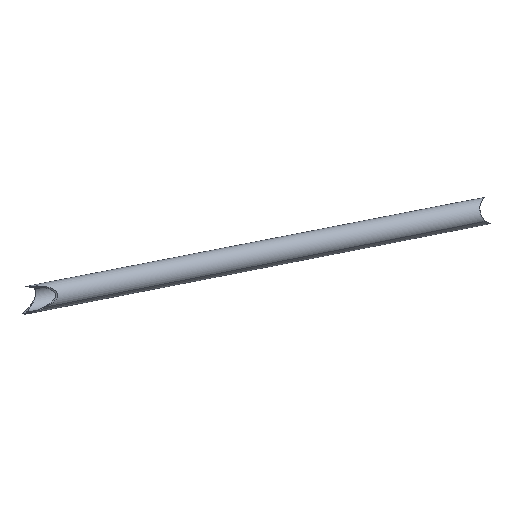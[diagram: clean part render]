
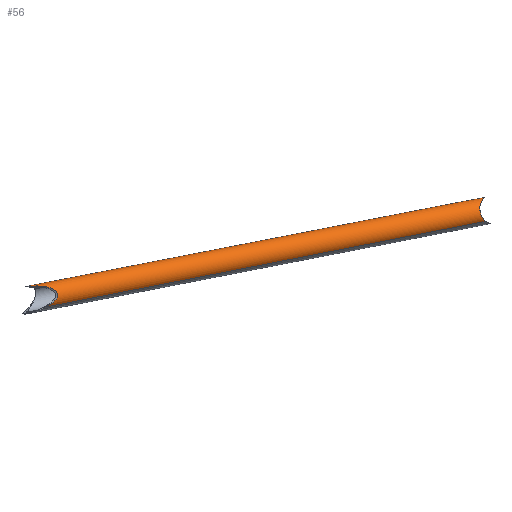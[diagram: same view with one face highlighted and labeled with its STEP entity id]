
A CAD part, top view. The second image highlights one B-rep face of the part: STEP entity #56.
In plain terms, the highlighted cylindrical face has radius 12.5 mm (diameter 25 mm), a partial arc.
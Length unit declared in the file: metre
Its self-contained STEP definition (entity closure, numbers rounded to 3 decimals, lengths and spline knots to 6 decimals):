
#56=ADVANCED_FACE('0:42',(#109),#110,.T.);
#109=FACE_OUTER_BOUND('',#156,.T.);
#110=CYLINDRICAL_SURFACE('',#157,0.0125);
#156=EDGE_LOOP('',(#267,#268,#269,#270,#271,#272,#273,#274));
#157=AXIS2_PLACEMENT_3D('',#275,#276,#277);
#267=ORIENTED_EDGE('',*,*,#309,.T.);
#268=ORIENTED_EDGE('',*,*,#342,.F.);
#269=ORIENTED_EDGE('',*,*,#340,.F.);
#270=ORIENTED_EDGE('',*,*,#334,.T.);
#271=ORIENTED_EDGE('',*,*,#320,.T.);
#272=ORIENTED_EDGE('',*,*,#351,.F.);
#273=ORIENTED_EDGE('',*,*,#357,.T.);
#274=ORIENTED_EDGE('',*,*,#358,.F.);
#275=CARTESIAN_POINT('',(-0.093922,-0.198353,0.040911));
#276=DIRECTION('',(-0.902,-0.176,0.393));
#277=DIRECTION('',(0.393,-0.71,0.584));
#309=EDGE_CURVE('',#366,#367,#368,.T.);
#320=EDGE_CURVE('',#389,#387,#390,.T.);
#334=EDGE_CURVE('0:69',#414,#389,#415,.T.);
#340=EDGE_CURVE('0:57',#414,#421,#423,.T.);
#342=EDGE_CURVE('',#421,#367,#425,.T.);
#351=EDGE_CURVE('0:90',#434,#387,#436,.T.);
#357=EDGE_CURVE('0:105',#434,#443,#444,.T.);
#358=EDGE_CURVE('',#366,#443,#445,.T.);
#366=VERTEX_POINT('',#453);
#367=VERTEX_POINT('',#454);
#368=LINE('',#455,#456);
#387=VERTEX_POINT('',#522);
#389=VERTEX_POINT('',#524);
#390=LINE('',#525,#526);
#414=VERTEX_POINT('',#722);
#415=ELLIPSE('',#723,0.056595,0.0125);
#421=VERTEX_POINT('',#778);
#423=B_SPLINE_CURVE_WITH_KNOTS('',3,(#781,#782,#783,#784,#785,#786,#787,#788,#789,#790,#791,#792,#793,#794,#795,#796,#797,#798,#799,#800,#801,#802,#803,#804,#805,#806,#807,#808,#809,#810,#811),.UNSPECIFIED.,.F.,.F.,(4,1,2,2,2,2,2,2,2,2,2,2,2,2,2,4),(0.0,3.7411,7.482199,14.964399,19.737055,24.509711,27.554734,32.122269,36.689804,42.77985,48.869897,54.959944,59.527479,64.095014,68.662549,73.230084),.UNSPECIFIED.);
#425=B_SPLINE_CURVE_WITH_KNOTS('',3,(#813,#814,#815,#816,#817,#818,#819,#820,#821,#822,#823,#824,#825,#826,#827,#828,#829,#830,#831,#832,#833,#834,#835,#836,#837,#838,#839,#840,#841,#842,#843),.UNSPECIFIED.,.F.,.F.,(4,1,2,2,2,2,2,2,2,2,2,2,2,2,2,4),(0.0,3.7411,7.482199,14.964399,19.737055,24.509711,27.554734,32.122269,36.689804,42.77985,48.869897,54.959944,59.527479,64.095014,68.662549,73.230084),.UNSPECIFIED.);
#434=VERTEX_POINT('',#884);
#436=ELLIPSE('',#886,0.023432,0.0125);
#443=VERTEX_POINT('',#990);
#444=ELLIPSE('',#991,0.03323,0.012499);
#445=ELLIPSE('',#992,0.033232,0.0125);
#453=CARTESIAN_POINT('',(-0.412446,-0.270434,0.189093));
#454=CARTESIAN_POINT('',(-0.009412,-0.19168,0.013536));
#455=CARTESIAN_POINT('',(-0.089009,-0.207233,0.048208));
#456=VECTOR('',#1001,1.0);
#522=CARTESIAN_POINT('',(-0.423595,-0.252931,0.175075));
#524=CARTESIAN_POINT('',(-0.050362,-0.18,0.0125));
#525=CARTESIAN_POINT('',(-0.098836,-0.189472,0.033615));
#526=VECTOR('',#1012,1.0);
#722=CARTESIAN_POINT('',(-0.011044,-0.169849,0.007295));
#723=AXIS2_PLACEMENT_3D('',#1022,#1023,#1024);
#778=CARTESIAN_POINT('',(-0.015,-0.18,0.019523));
#781=CARTESIAN_POINT('',(-0.011044,-0.169849,0.007295));
#782=CARTESIAN_POINT('',(-0.011246,-0.17007,0.008123));
#783=CARTESIAN_POINT('',(-0.011727,-0.170619,0.009725));
#784=CARTESIAN_POINT('',(-0.01226,-0.171344,0.011226));
#785=CARTESIAN_POINT('',(-0.013056,-0.172552,0.013399));
#786=CARTESIAN_POINT('',(-0.013582,-0.173519,0.01475));
#787=CARTESIAN_POINT('',(-0.014291,-0.175377,0.016708));
#788=CARTESIAN_POINT('',(-0.014534,-0.176179,0.017417));
#789=CARTESIAN_POINT('',(-0.014889,-0.177963,0.018649));
#790=CARTESIAN_POINT('',(-0.015,-0.178946,0.01917));
#791=CARTESIAN_POINT('',(-0.015,-0.180673,0.019748));
#792=CARTESIAN_POINT('',(-0.014954,-0.181373,0.019903));
#793=CARTESIAN_POINT('',(-0.014707,-0.183139,0.020069));
#794=CARTESIAN_POINT('',(-0.014436,-0.184207,0.019964));
#795=CARTESIAN_POINT('',(-0.01371,-0.186175,0.019381));
#796=CARTESIAN_POINT('',(-0.013261,-0.187072,0.018911));
#797=CARTESIAN_POINT('',(-0.012126,-0.188916,0.017562));
#798=CARTESIAN_POINT('',(-0.011414,-0.189785,0.016604));
#799=CARTESIAN_POINT('',(-0.009995,-0.19123,0.014509));
#800=CARTESIAN_POINT('',(-0.009285,-0.19181,0.013368));
#801=CARTESIAN_POINT('',(-0.007946,-0.192749,0.010961));
#802=CARTESIAN_POINT('',(-0.007313,-0.193109,0.009694));
#803=CARTESIAN_POINT('',(-0.006404,-0.193571,0.007363));
#804=CARTESIAN_POINT('',(-0.006077,-0.193715,0.006325));
#805=CARTESIAN_POINT('',(-0.005709,-0.193872,0.004183));
#806=CARTESIAN_POINT('',(-0.00568,-0.193885,0.003074));
#807=CARTESIAN_POINT('',(-0.006083,-0.193713,0.000953));
#808=CARTESIAN_POINT('',(-0.006512,-0.193526,-0.000041));
#809=CARTESIAN_POINT('',(-0.007597,-0.192948,-0.001786));
#810=CARTESIAN_POINT('',(-0.008241,-0.192559,-0.002545));
#811=CARTESIAN_POINT('',(-0.008892,-0.19208,-0.003212));
#813=CARTESIAN_POINT('',(-0.011044,-0.169849,0.007295));
#814=CARTESIAN_POINT('',(-0.011246,-0.17007,0.008123));
#815=CARTESIAN_POINT('',(-0.011727,-0.170619,0.009725));
#816=CARTESIAN_POINT('',(-0.01226,-0.171344,0.011226));
#817=CARTESIAN_POINT('',(-0.013056,-0.172552,0.013399));
#818=CARTESIAN_POINT('',(-0.013582,-0.173519,0.01475));
#819=CARTESIAN_POINT('',(-0.014291,-0.175377,0.016708));
#820=CARTESIAN_POINT('',(-0.014534,-0.176179,0.017417));
#821=CARTESIAN_POINT('',(-0.014889,-0.177963,0.018649));
#822=CARTESIAN_POINT('',(-0.015,-0.178946,0.01917));
#823=CARTESIAN_POINT('',(-0.015,-0.180673,0.019748));
#824=CARTESIAN_POINT('',(-0.014954,-0.181373,0.019903));
#825=CARTESIAN_POINT('',(-0.014707,-0.183139,0.020069));
#826=CARTESIAN_POINT('',(-0.014436,-0.184207,0.019964));
#827=CARTESIAN_POINT('',(-0.01371,-0.186175,0.019381));
#828=CARTESIAN_POINT('',(-0.013261,-0.187072,0.018911));
#829=CARTESIAN_POINT('',(-0.012126,-0.188916,0.017562));
#830=CARTESIAN_POINT('',(-0.011414,-0.189785,0.016604));
#831=CARTESIAN_POINT('',(-0.009995,-0.19123,0.014509));
#832=CARTESIAN_POINT('',(-0.009285,-0.19181,0.013368));
#833=CARTESIAN_POINT('',(-0.007946,-0.192749,0.010961));
#834=CARTESIAN_POINT('',(-0.007313,-0.193109,0.009694));
#835=CARTESIAN_POINT('',(-0.006404,-0.193571,0.007363));
#836=CARTESIAN_POINT('',(-0.006077,-0.193715,0.006325));
#837=CARTESIAN_POINT('',(-0.005709,-0.193872,0.004183));
#838=CARTESIAN_POINT('',(-0.00568,-0.193885,0.003074));
#839=CARTESIAN_POINT('',(-0.006083,-0.193713,0.000953));
#840=CARTESIAN_POINT('',(-0.006512,-0.193526,-0.000041));
#841=CARTESIAN_POINT('',(-0.007597,-0.192948,-0.001786));
#842=CARTESIAN_POINT('',(-0.008241,-0.192559,-0.002545));
#843=CARTESIAN_POINT('',(-0.008892,-0.19208,-0.003212));
#884=CARTESIAN_POINT('',(-0.431527,-0.25179,0.189371));
#886=AXIS2_PLACEMENT_3D('',#1033,#1034,#1035);
#990=CARTESIAN_POINT('',(-0.411326,-0.252289,0.189009));
#991=AXIS2_PLACEMENT_3D('',#1036,#1037,#1038);
#992=AXIS2_PLACEMENT_3D('',#1039,#1040,#1041);
#1001=DIRECTION('',(0.902,0.176,-0.393));
#1012=DIRECTION('',(-0.902,-0.176,0.393));
#1022=CARTESIAN_POINT('',(0.,-0.18,0.));
#1023=DIRECTION('',(0.221,-0.399,0.89));
#1024=DIRECTION('',(0.975,0.09,-0.202));
#1033=CARTESIAN_POINT('',(-0.435,-0.265,0.18948));
#1034=DIRECTION('',(-0.846,0.218,-0.487));
#1035=DIRECTION('',(0.533,0.346,-0.772));
#1036=CARTESIAN_POINT('',(-0.434999,-0.264999,0.18948));
#1037=DIRECTION('',(-0.018,-0.004,-1.));
#1038=DIRECTION('',(0.981,0.192,-0.018));
#1039=CARTESIAN_POINT('',(-0.435,-0.265,0.18948));
#1040=DIRECTION('',(0.018,0.004,1.));
#1041=DIRECTION('',(0.981,0.192,-0.018));
